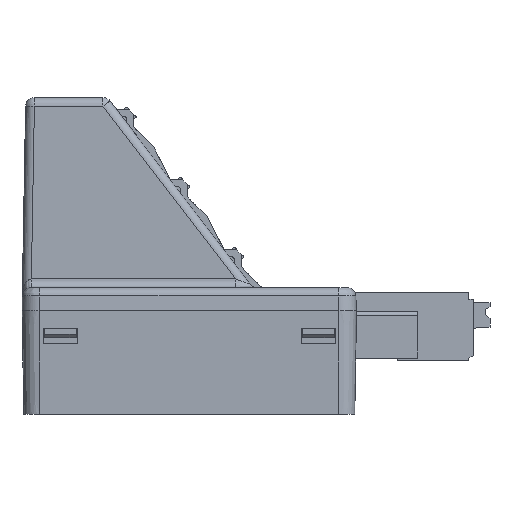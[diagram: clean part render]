
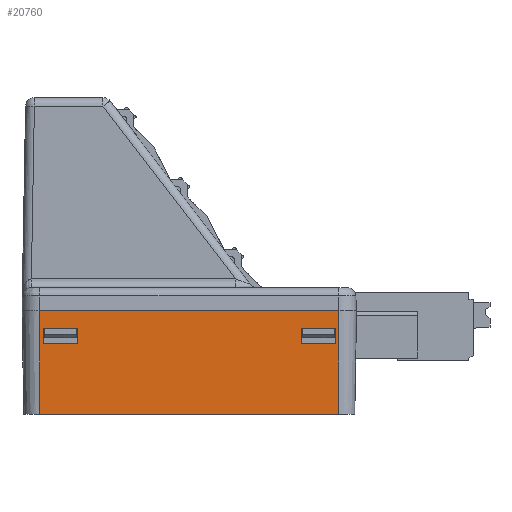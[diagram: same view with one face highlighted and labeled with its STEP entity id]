
A CAD part, left-side view. The second image highlights one B-rep face of the part: STEP entity #20760.
In plain terms, the highlighted planar face has unit normal (-1, 0, -0.018).
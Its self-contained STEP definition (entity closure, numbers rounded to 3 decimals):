
#20760=ADVANCED_FACE('',(#35379,#35380,#35381),#23249,.T.);
#23249=PLANE('',#61148);
#26335=LINE('',#77418,#30905);
#26343=LINE('',#77435,#30913);
#26458=LINE('',#77695,#31028);
#26460=LINE('',#77701,#31030);
#26465=LINE('',#77732,#31035);
#26476=LINE('',#77759,#31046);
#26477=LINE('',#77760,#31047);
#26478=LINE('',#77762,#31048);
#26479=LINE('',#77764,#31049);
#26480=LINE('',#77765,#31050);
#26481=LINE('',#77767,#31051);
#26482=LINE('',#77769,#31052);
#30905=VECTOR('',#64959,1.);
#30913=VECTOR('',#64969,1.);
#31028=VECTOR('',#65172,1.);
#31030=VECTOR('',#65178,1.);
#31035=VECTOR('',#65191,1.);
#31046=VECTOR('',#65214,1.);
#31047=VECTOR('',#65215,1.);
#31048=VECTOR('',#65216,1.);
#31049=VECTOR('',#65217,1.);
#31050=VECTOR('',#65218,1.);
#31051=VECTOR('',#65219,1.);
#31052=VECTOR('',#65220,1.);
#35379=FACE_BOUND('',#35779,.T.);
#35380=FACE_BOUND('',#35780,.T.);
#35381=FACE_BOUND('',#35781,.T.);
#35779=EDGE_LOOP('',(#38861,#38862,#38863,#38864));
#35780=EDGE_LOOP('',(#38865,#38866,#38867,#38868));
#35781=EDGE_LOOP('',(#38869,#38870,#38871,#38872));
#38861=ORIENTED_EDGE('',*,*,#55022,.T.);
#38862=ORIENTED_EDGE('',*,*,#55036,.T.);
#38863=ORIENTED_EDGE('',*,*,#55014,.T.);
#38864=ORIENTED_EDGE('',*,*,#55011,.T.);
#38865=ORIENTED_EDGE('',*,*,#54868,.F.);
#38866=ORIENTED_EDGE('',*,*,#55037,.F.);
#38867=ORIENTED_EDGE('',*,*,#55038,.F.);
#38868=ORIENTED_EDGE('',*,*,#55039,.T.);
#38869=ORIENTED_EDGE('',*,*,#54876,.F.);
#38870=ORIENTED_EDGE('',*,*,#55040,.F.);
#38871=ORIENTED_EDGE('',*,*,#55041,.F.);
#38872=ORIENTED_EDGE('',*,*,#55042,.T.);
#50849=VERTEX_POINT('',#77417);
#50850=VERTEX_POINT('',#77419);
#50857=VERTEX_POINT('',#77434);
#50858=VERTEX_POINT('',#77436);
#50958=VERTEX_POINT('',#77694);
#50959=VERTEX_POINT('',#77696);
#50961=VERTEX_POINT('',#77702);
#50966=VERTEX_POINT('',#77731);
#50977=VERTEX_POINT('',#77761);
#50978=VERTEX_POINT('',#77763);
#50979=VERTEX_POINT('',#77766);
#50980=VERTEX_POINT('',#77768);
#54868=EDGE_CURVE('',#50849,#50850,#26335,.T.);
#54876=EDGE_CURVE('',#50857,#50858,#26343,.T.);
#55011=EDGE_CURVE('',#50959,#50958,#26458,.T.);
#55014=EDGE_CURVE('',#50961,#50959,#26460,.T.);
#55022=EDGE_CURVE('',#50958,#50966,#26465,.T.);
#55036=EDGE_CURVE('',#50966,#50961,#26476,.T.);
#55037=EDGE_CURVE('',#50977,#50849,#26477,.T.);
#55038=EDGE_CURVE('',#50978,#50977,#26478,.T.);
#55039=EDGE_CURVE('',#50978,#50850,#26479,.T.);
#55040=EDGE_CURVE('',#50979,#50857,#26480,.T.);
#55041=EDGE_CURVE('',#50980,#50979,#26481,.T.);
#55042=EDGE_CURVE('',#50980,#50858,#26482,.T.);
#61148=AXIS2_PLACEMENT_3D('',#77770,#65221,#65222);
#64959=DIRECTION('',(0.,1.,0.));
#64969=DIRECTION('',(0.,1.,0.));
#65172=DIRECTION('',(0.,-1.,0.));
#65178=DIRECTION('',(0.017,0.,-1.));
#65191=DIRECTION('',(-0.017,0.,1.));
#65214=DIRECTION('',(0.,1.,0.));
#65215=DIRECTION('',(-0.017,0.,1.));
#65216=DIRECTION('',(0.,-1.,0.));
#65217=DIRECTION('',(-0.017,0.,1.));
#65218=DIRECTION('',(-0.017,0.,1.));
#65219=DIRECTION('',(0.,-1.,0.));
#65220=DIRECTION('',(-0.017,0.,1.));
#65221=DIRECTION('',(-1.,0.,-0.017));
#65222=DIRECTION('',(0.017,0.,-1.));
#77417=CARTESIAN_POINT('',(24.241,9.321,12.918));
#77418=CARTESIAN_POINT('',(24.241,25.926,12.918));
#77419=CARTESIAN_POINT('',(24.241,13.221,12.918));
#77434=CARTESIAN_POINT('',(24.241,38.632,12.918));
#77435=CARTESIAN_POINT('',(24.241,26.926,12.918));
#77436=CARTESIAN_POINT('',(24.241,42.532,12.918));
#77694=CARTESIAN_POINT('',(24.412,8.926,3.112));
#77695=CARTESIAN_POINT('',(24.412,86.311,3.112));
#77696=CARTESIAN_POINT('',(24.412,42.926,3.112));
#77701=CARTESIAN_POINT('',(24.206,42.926,14.918));
#77702=CARTESIAN_POINT('',(24.206,42.928,14.918));
#77731=CARTESIAN_POINT('',(24.206,8.926,14.918));
#77732=CARTESIAN_POINT('',(24.206,8.926,14.918));
#77759=CARTESIAN_POINT('',(24.206,25.926,14.918));
#77760=CARTESIAN_POINT('',(24.206,9.321,14.918));
#77761=CARTESIAN_POINT('',(24.272,9.321,11.118));
#77762=CARTESIAN_POINT('',(24.272,25.926,11.118));
#77763=CARTESIAN_POINT('',(24.272,13.221,11.118));
#77764=CARTESIAN_POINT('',(24.271,13.221,11.206));
#77765=CARTESIAN_POINT('',(24.206,38.632,14.918));
#77766=CARTESIAN_POINT('',(24.272,38.632,11.118));
#77767=CARTESIAN_POINT('',(24.272,26.926,11.118));
#77768=CARTESIAN_POINT('',(24.272,42.532,11.118));
#77769=CARTESIAN_POINT('',(24.271,42.532,11.206));
#77770=CARTESIAN_POINT('',(24.206,25.926,14.918));
